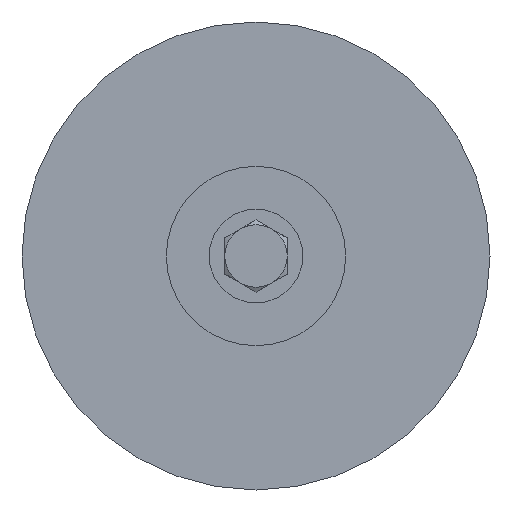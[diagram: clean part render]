
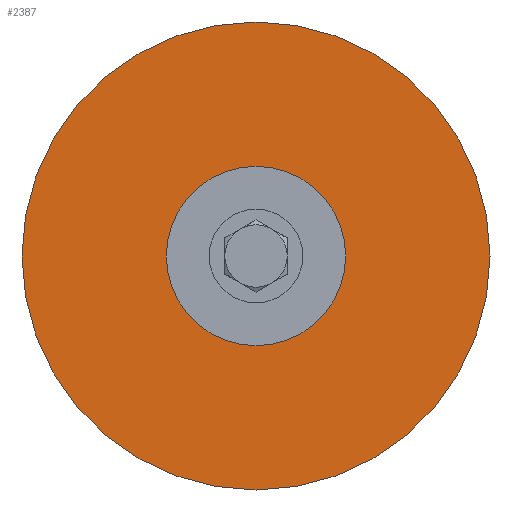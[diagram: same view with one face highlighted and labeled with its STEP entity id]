
A CAD part, front view. The second image highlights one B-rep face of the part: STEP entity #2387.
In plain terms, the highlighted planar face has unit normal (0, -1, 0).
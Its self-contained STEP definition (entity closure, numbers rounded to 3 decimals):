
#284 = AXIS2_PLACEMENT_3D ( 'NONE', #1036, #1667, #2587 ) ;
#294 = CIRCLE ( 'NONE', #2702, 11.5 ) ;
#301 = VERTEX_POINT ( 'NONE', #987 ) ;
#306 = CIRCLE ( 'NONE', #1829, 30. ) ;
#321 = FACE_BOUND ( 'NONE', #3722, .T. ) ;
#570 = CIRCLE ( 'NONE', #1572, 11.5 ) ;
#573 = VERTEX_POINT ( 'NONE', #2873 ) ;
#588 = DIRECTION ( 'NONE',  ( 0., -1., 0. ) ) ;
#790 = CARTESIAN_POINT ( 'NONE',  ( 0., 0., -30. ) ) ;
#987 = CARTESIAN_POINT ( 'NONE',  ( 0., 0., 11.5 ) ) ;
#1009 = EDGE_CURVE ( 'NONE', #301, #573, #570, .T. ) ;
#1036 = CARTESIAN_POINT ( 'NONE',  ( 30., 0., 0. ) ) ;
#1066 = DIRECTION ( 'NONE',  ( 0., -1., 0. ) ) ;
#1129 = DIRECTION ( 'NONE',  ( 0., 0., -1. ) ) ;
#1182 = ORIENTED_EDGE ( 'NONE', *, *, #3088, .F. ) ;
#1236 = FACE_OUTER_BOUND ( 'NONE', #3788, .T. ) ;
#1572 = AXIS2_PLACEMENT_3D ( 'NONE', #3866, #2297, #1129 ) ;
#1667 = DIRECTION ( 'NONE',  ( 0., -1., 0. ) ) ;
#1829 = AXIS2_PLACEMENT_3D ( 'NONE', #2551, #2570, #3777 ) ;
#1839 = PLANE ( 'NONE',  #284 ) ;
#2055 = EDGE_CURVE ( 'NONE', #2160, #3915, #306, .T. ) ;
#2120 = ORIENTED_EDGE ( 'NONE', *, *, #2055, .T. ) ;
#2160 = VERTEX_POINT ( 'NONE', #790 ) ;
#2297 = DIRECTION ( 'NONE',  ( 0., -1., 0. ) ) ;
#2387 = ADVANCED_FACE ( 'NONE', ( #321, #1236 ), #1839, .T. ) ;
#2551 = CARTESIAN_POINT ( 'NONE',  ( 0., 0., 0. ) ) ;
#2570 = DIRECTION ( 'NONE',  ( 0., -1., 0. ) ) ;
#2587 = DIRECTION ( 'NONE',  ( 0., 0., -1. ) ) ;
#2702 = AXIS2_PLACEMENT_3D ( 'NONE', #3799, #1066, #3522 ) ;
#2873 = CARTESIAN_POINT ( 'NONE',  ( 0., 0., -11.5 ) ) ;
#3023 = CARTESIAN_POINT ( 'NONE',  ( 0., 0., 30. ) ) ;
#3088 = EDGE_CURVE ( 'NONE', #573, #301, #294, .T. ) ;
#3235 = ORIENTED_EDGE ( 'NONE', *, *, #3782, .T. ) ;
#3320 = CARTESIAN_POINT ( 'NONE',  ( 0., 0., 0. ) ) ;
#3440 = CIRCLE ( 'NONE', #3918, 30. ) ;
#3522 = DIRECTION ( 'NONE',  ( 0., 0., -1. ) ) ;
#3697 = ORIENTED_EDGE ( 'NONE', *, *, #1009, .F. ) ;
#3722 = EDGE_LOOP ( 'NONE', ( #1182, #3697 ) ) ;
#3777 = DIRECTION ( 'NONE',  ( 0., 0., -1. ) ) ;
#3782 = EDGE_CURVE ( 'NONE', #3915, #2160, #3440, .T. ) ;
#3788 = EDGE_LOOP ( 'NONE', ( #2120, #3235 ) ) ;
#3799 = CARTESIAN_POINT ( 'NONE',  ( 0., 0., 0. ) ) ;
#3866 = CARTESIAN_POINT ( 'NONE',  ( 0., 0., 0. ) ) ;
#3913 = DIRECTION ( 'NONE',  ( 0., 0., -1. ) ) ;
#3915 = VERTEX_POINT ( 'NONE', #3023 ) ;
#3918 = AXIS2_PLACEMENT_3D ( 'NONE', #3320, #588, #3913 ) ;
